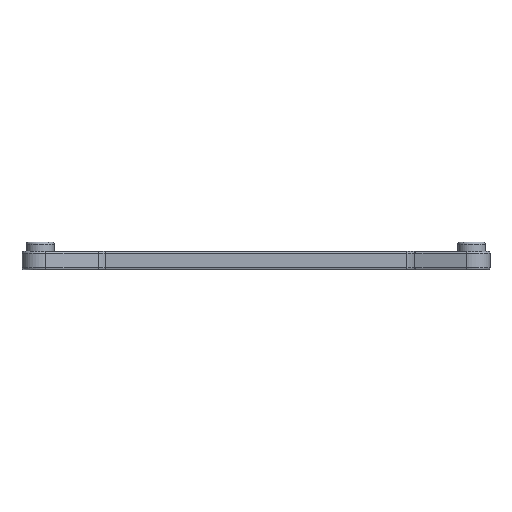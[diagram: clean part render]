
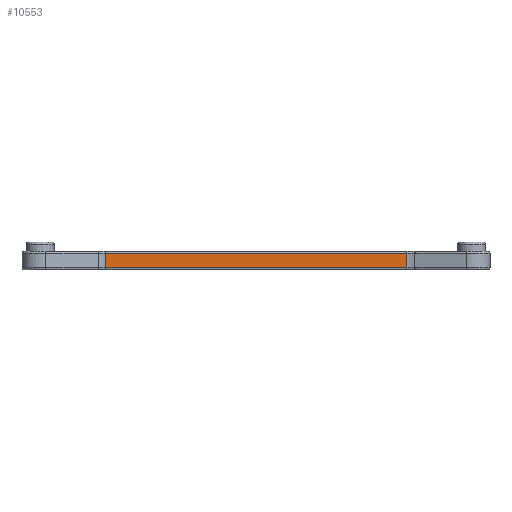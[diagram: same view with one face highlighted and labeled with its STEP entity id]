
A CAD part, left-side view. The second image highlights one B-rep face of the part: STEP entity #10553.
In plain terms, the highlighted planar face has unit normal (-1, 0, 0).
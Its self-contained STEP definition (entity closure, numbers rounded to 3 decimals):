
#6395 = CYLINDRICAL_SURFACE('',#6396,0.4);
#6396 = AXIS2_PLACEMENT_3D('',#6397,#6398,#6399);
#6397 = CARTESIAN_POINT('',(0.4,32.834,0.4));
#6398 = DIRECTION('',(0.,-1.,0.));
#6399 = DIRECTION('',(-0.,-0.,-1.));
#7189 = CYLINDRICAL_SURFACE('',#7190,0.4);
#7190 = AXIS2_PLACEMENT_3D('',#7191,#7192,#7193);
#7191 = CARTESIAN_POINT('',(0.4,32.834,3.6));
#7192 = DIRECTION('',(0.,-1.,0.));
#7193 = DIRECTION('',(0.,0.,1.));
#8005 = CYLINDRICAL_SURFACE('',#8006,5.084);
#8006 = AXIS2_PLACEMENT_3D('',#8007,#8008,#8009);
#8007 = CARTESIAN_POINT('',(-5.084,32.834,0.));
#8008 = DIRECTION('',(-0.,-0.,-1.));
#8009 = DIRECTION('',(1.,0.,0.));
#8172 = VERTEX_POINT('',#8173);
#8173 = CARTESIAN_POINT('',(0.,32.834,0.4));
#8193 = EDGE_CURVE('',#8172,#8194,#8196,.T.);
#8194 = VERTEX_POINT('',#8195);
#8195 = CARTESIAN_POINT('',(0.,-32.834,0.4));
#8196 = SURFACE_CURVE('',#8197,(#8201,#8208),.PCURVE_S1.);
#8197 = LINE('',#8198,#8199);
#8198 = CARTESIAN_POINT('',(0.,32.834,0.4));
#8199 = VECTOR('',#8200,1.);
#8200 = DIRECTION('',(0.,-1.,0.));
#8201 = PCURVE('',#6395,#8202);
#8202 = DEFINITIONAL_REPRESENTATION('',(#8203),#8207);
#8203 = LINE('',#8204,#8205);
#8204 = CARTESIAN_POINT('',(-1.571,0.));
#8205 = VECTOR('',#8206,1.);
#8206 = DIRECTION('',(-0.,1.));
#8207 = ( GEOMETRIC_REPRESENTATION_CONTEXT(2) 
PARAMETRIC_REPRESENTATION_CONTEXT() REPRESENTATION_CONTEXT('2D SPACE',''
  ) );
#8208 = PCURVE('',#8209,#8214);
#8209 = PLANE('',#8210);
#8210 = AXIS2_PLACEMENT_3D('',#8211,#8212,#8213);
#8211 = CARTESIAN_POINT('',(0.,32.834,0.));
#8212 = DIRECTION('',(1.,0.,0.));
#8213 = DIRECTION('',(0.,-1.,0.));
#8214 = DEFINITIONAL_REPRESENTATION('',(#8215),#8219);
#8215 = LINE('',#8216,#8217);
#8216 = CARTESIAN_POINT('',(0.,-0.4));
#8217 = VECTOR('',#8218,1.);
#8218 = DIRECTION('',(1.,0.));
#8219 = ( GEOMETRIC_REPRESENTATION_CONTEXT(2) 
PARAMETRIC_REPRESENTATION_CONTEXT() REPRESENTATION_CONTEXT('2D SPACE',''
  ) );
#8331 = CYLINDRICAL_SURFACE('',#8332,6.);
#8332 = AXIS2_PLACEMENT_3D('',#8333,#8334,#8335);
#8333 = CARTESIAN_POINT('',(-6.,-32.834,0.));
#8334 = DIRECTION('',(-0.,-0.,-1.));
#8335 = DIRECTION('',(1.,0.,0.));
#9382 = VERTEX_POINT('',#9383);
#9383 = CARTESIAN_POINT('',(0.,32.834,3.6));
#9403 = EDGE_CURVE('',#9382,#9404,#9406,.T.);
#9404 = VERTEX_POINT('',#9405);
#9405 = CARTESIAN_POINT('',(0.,-32.834,3.6));
#9406 = SURFACE_CURVE('',#9407,(#9411,#9418),.PCURVE_S1.);
#9407 = LINE('',#9408,#9409);
#9408 = CARTESIAN_POINT('',(0.,32.834,3.6));
#9409 = VECTOR('',#9410,1.);
#9410 = DIRECTION('',(0.,-1.,0.));
#9411 = PCURVE('',#7189,#9412);
#9412 = DEFINITIONAL_REPRESENTATION('',(#9413),#9417);
#9413 = LINE('',#9414,#9415);
#9414 = CARTESIAN_POINT('',(1.571,0.));
#9415 = VECTOR('',#9416,1.);
#9416 = DIRECTION('',(0.,1.));
#9417 = ( GEOMETRIC_REPRESENTATION_CONTEXT(2) 
PARAMETRIC_REPRESENTATION_CONTEXT() REPRESENTATION_CONTEXT('2D SPACE',''
  ) );
#9418 = PCURVE('',#8209,#9419);
#9419 = DEFINITIONAL_REPRESENTATION('',(#9420),#9424);
#9420 = LINE('',#9421,#9422);
#9421 = CARTESIAN_POINT('',(0.,-3.6));
#9422 = VECTOR('',#9423,1.);
#9423 = DIRECTION('',(1.,0.));
#9424 = ( GEOMETRIC_REPRESENTATION_CONTEXT(2) 
PARAMETRIC_REPRESENTATION_CONTEXT() REPRESENTATION_CONTEXT('2D SPACE',''
  ) );
#10503 = EDGE_CURVE('',#8172,#9382,#10504,.T.);
#10504 = SURFACE_CURVE('',#10505,(#10509,#10516),.PCURVE_S1.);
#10505 = LINE('',#10506,#10507);
#10506 = CARTESIAN_POINT('',(0.,32.834,0.));
#10507 = VECTOR('',#10508,1.);
#10508 = DIRECTION('',(0.,0.,1.));
#10509 = PCURVE('',#8005,#10510);
#10510 = DEFINITIONAL_REPRESENTATION('',(#10511),#10515);
#10511 = LINE('',#10512,#10513);
#10512 = CARTESIAN_POINT('',(-0.,0.));
#10513 = VECTOR('',#10514,1.);
#10514 = DIRECTION('',(-0.,-1.));
#10515 = ( GEOMETRIC_REPRESENTATION_CONTEXT(2) 
PARAMETRIC_REPRESENTATION_CONTEXT() REPRESENTATION_CONTEXT('2D SPACE',''
  ) );
#10516 = PCURVE('',#8209,#10517);
#10517 = DEFINITIONAL_REPRESENTATION('',(#10518),#10522);
#10518 = LINE('',#10519,#10520);
#10519 = CARTESIAN_POINT('',(0.,0.));
#10520 = VECTOR('',#10521,1.);
#10521 = DIRECTION('',(0.,-1.));
#10522 = ( GEOMETRIC_REPRESENTATION_CONTEXT(2) 
PARAMETRIC_REPRESENTATION_CONTEXT() REPRESENTATION_CONTEXT('2D SPACE',''
  ) );
#10553 = ADVANCED_FACE('',(#10554),#8209,.F.);
#10554 = FACE_BOUND('',#10555,.F.);
#10555 = EDGE_LOOP('',(#10556,#10557,#10558,#10579));
#10556 = ORIENTED_EDGE('',*,*,#10503,.T.);
#10557 = ORIENTED_EDGE('',*,*,#9403,.T.);
#10558 = ORIENTED_EDGE('',*,*,#10559,.F.);
#10559 = EDGE_CURVE('',#8194,#9404,#10560,.T.);
#10560 = SURFACE_CURVE('',#10561,(#10565,#10572),.PCURVE_S1.);
#10561 = LINE('',#10562,#10563);
#10562 = CARTESIAN_POINT('',(0.,-32.834,0.));
#10563 = VECTOR('',#10564,1.);
#10564 = DIRECTION('',(0.,0.,1.));
#10565 = PCURVE('',#8209,#10566);
#10566 = DEFINITIONAL_REPRESENTATION('',(#10567),#10571);
#10567 = LINE('',#10568,#10569);
#10568 = CARTESIAN_POINT('',(65.668,0.));
#10569 = VECTOR('',#10570,1.);
#10570 = DIRECTION('',(0.,-1.));
#10571 = ( GEOMETRIC_REPRESENTATION_CONTEXT(2) 
PARAMETRIC_REPRESENTATION_CONTEXT() REPRESENTATION_CONTEXT('2D SPACE',''
  ) );
#10572 = PCURVE('',#8331,#10573);
#10573 = DEFINITIONAL_REPRESENTATION('',(#10574),#10578);
#10574 = LINE('',#10575,#10576);
#10575 = CARTESIAN_POINT('',(-6.283,0.));
#10576 = VECTOR('',#10577,1.);
#10577 = DIRECTION('',(-0.,-1.));
#10578 = ( GEOMETRIC_REPRESENTATION_CONTEXT(2) 
PARAMETRIC_REPRESENTATION_CONTEXT() REPRESENTATION_CONTEXT('2D SPACE',''
  ) );
#10579 = ORIENTED_EDGE('',*,*,#8193,.F.);
